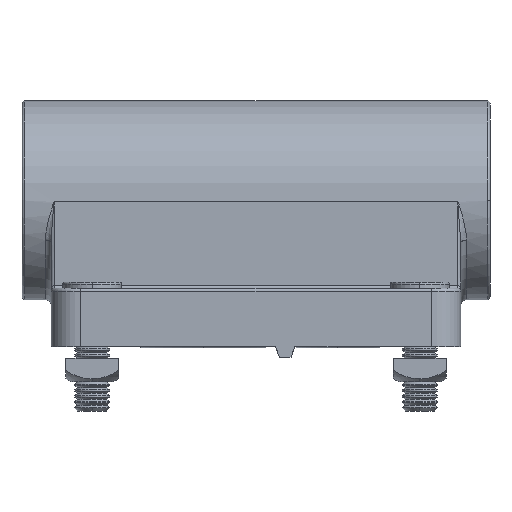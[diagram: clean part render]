
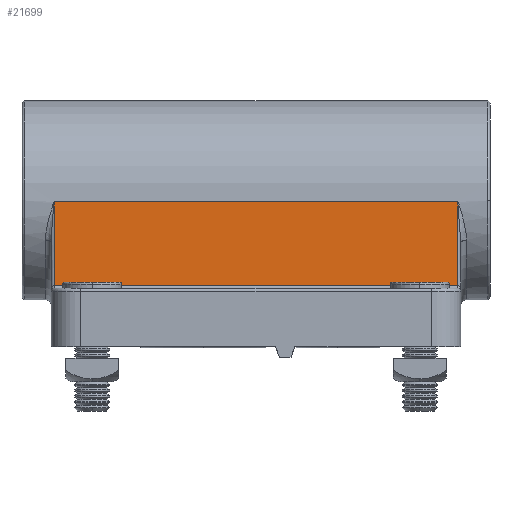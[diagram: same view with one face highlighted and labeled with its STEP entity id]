
A CAD part, left-side view. The second image highlights one B-rep face of the part: STEP entity #21699.
In plain terms, the highlighted planar face has unit normal (-1, 0, 0).
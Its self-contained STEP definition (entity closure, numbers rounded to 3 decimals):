
#71 = EDGE_CURVE ( 'NONE', #12352, #8087, #6011, .T. ) ;
#2784 = LINE ( 'NONE', #7459, #29923 ) ;
#3469 = ORIENTED_EDGE ( 'NONE', *, *, #24881, .T. ) ;
#4038 = CARTESIAN_POINT ( 'NONE',  ( -47.998, 69.5, 24.733 ) ) ;
#5592 = DIRECTION ( 'NONE',  ( 1., 0., 0. ) ) ;
#6011 = LINE ( 'NONE', #11658, #16639 ) ;
#6016 = DIRECTION ( 'NONE',  ( 0., 0., -1. ) ) ;
#6289 = EDGE_CURVE ( 'NONE', #14801, #12352, #7807, .T. ) ;
#7459 = CARTESIAN_POINT ( 'NONE',  ( -47.998, 0.5, 10.5 ) ) ;
#7807 = LINE ( 'NONE', #8299, #43009 ) ;
#8087 = VERTEX_POINT ( 'NONE', #43687 ) ;
#8299 = CARTESIAN_POINT ( 'NONE',  ( -47.998, 0., 24.733 ) ) ;
#9143 = PLANE ( 'NONE',  #37722 ) ;
#9299 = CARTESIAN_POINT ( 'NONE',  ( -47.998, 0., 90.891 ) ) ;
#11658 = CARTESIAN_POINT ( 'NONE',  ( -47.998, 69.5, 90.891 ) ) ;
#12352 = VERTEX_POINT ( 'NONE', #4038 ) ;
#13639 = VECTOR ( 'NONE', #41018, 1000. ) ;
#14801 = VERTEX_POINT ( 'NONE', #37664 ) ;
#15172 = DIRECTION ( 'NONE',  ( 0., 1., 0. ) ) ;
#15239 = DIRECTION ( 'NONE',  ( 0., 0., -1. ) ) ;
#16639 = VECTOR ( 'NONE', #15239, 1000. ) ;
#17138 = CARTESIAN_POINT ( 'NONE',  ( -47.998, 0.5, 90.891 ) ) ;
#20012 = EDGE_CURVE ( 'NONE', #41384, #14801, #32286, .T. ) ;
#21699 = ADVANCED_FACE ( 'NONE', ( #23473 ), #9143, .F. ) ;
#23473 = FACE_OUTER_BOUND ( 'NONE', #39588, .T. ) ;
#24881 = EDGE_CURVE ( 'NONE', #8087, #41384, #2784, .T. ) ;
#29059 = ORIENTED_EDGE ( 'NONE', *, *, #20012, .T. ) ;
#29923 = VECTOR ( 'NONE', #35365, 1000. ) ;
#32286 = LINE ( 'NONE', #17138, #13639 ) ;
#33011 = ORIENTED_EDGE ( 'NONE', *, *, #71, .T. ) ;
#35365 = DIRECTION ( 'NONE',  ( 0., -1., 0. ) ) ;
#37664 = CARTESIAN_POINT ( 'NONE',  ( -47.998, 0.5, 24.733 ) ) ;
#37722 = AXIS2_PLACEMENT_3D ( 'NONE', #9299, #5592, #6016 ) ;
#39588 = EDGE_LOOP ( 'NONE', ( #33011, #3469, #29059, #40046 ) ) ;
#40046 = ORIENTED_EDGE ( 'NONE', *, *, #6289, .T. ) ;
#41018 = DIRECTION ( 'NONE',  ( 0., 0., 1. ) ) ;
#41384 = VERTEX_POINT ( 'NONE', #42108 ) ;
#42108 = CARTESIAN_POINT ( 'NONE',  ( -47.998, 0.5, 10.5 ) ) ;
#43009 = VECTOR ( 'NONE', #15172, 1000. ) ;
#43687 = CARTESIAN_POINT ( 'NONE',  ( -47.998, 69.5, 10.5 ) ) ;
